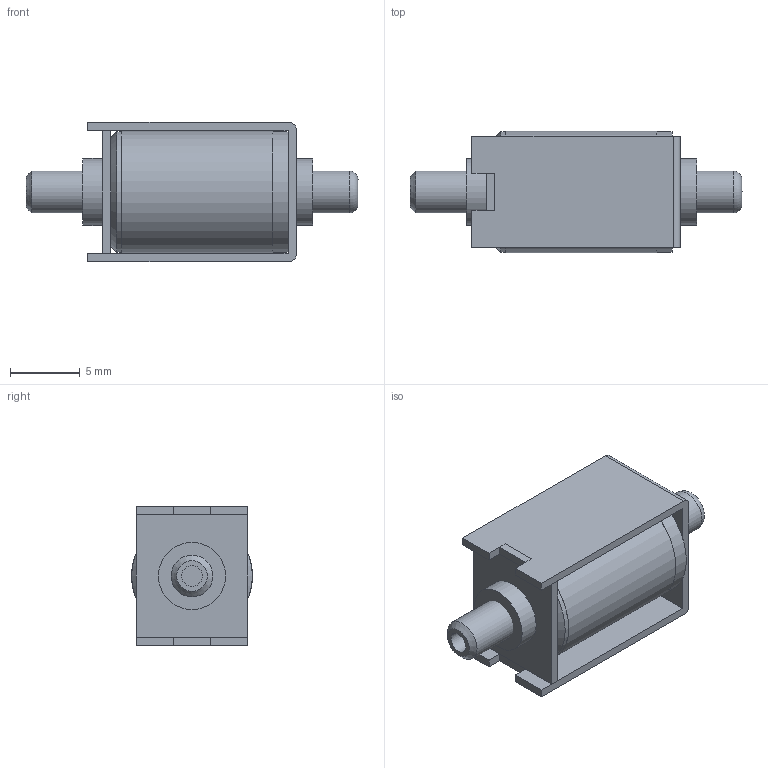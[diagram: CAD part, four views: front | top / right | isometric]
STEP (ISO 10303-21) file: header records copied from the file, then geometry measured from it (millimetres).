
FILE_DESCRIPTION(/* description */ (''),/* implementation_level */ '2;1');
FILE_NAME(/* name */ 'solinoid.stp',/* time_stamp */ '2022-06-30T01:07:28+06:00',/* author */ ('joshn'),/* organization */ (''),/* preprocessor_version */ 'ST-DEVELOPER v18.1',/* originating_system */ 'Autodesk Inventor 2022',/* authorisation */ '');
FILE_SCHEMA (('AUTOMOTIVE_DESIGN { 1 0 10303 214 3 1 1 }'));
Length unit declared in the file: millimetre
Products named in the file (1): solinoid
Bounding box: 23.88 x 8.72 x 10 mm (x, y, z)
Volume: 1129.4 mm3; surface area: 1928.3 mm2
Topology: 9 solids, 9 shells, 62 faces, 130 edges, 86 vertices
Faces by surface type: plane 46, cylinder 13, cone 2, torus 1
Full cylindrical faces by diameter (mm): 1.5 x2, 3 x4, 4.821 x2, 8.695 x2, 8.723 x1
Entity records: 1788 total; most frequent: DIRECTION 287, CARTESIAN_POINT 279, ORIENTED_EDGE 260, EDGE_CURVE 130, LINE 99, VECTOR 99, AXIS2_PLACEMENT_3D 94, VERTEX_POINT 86
